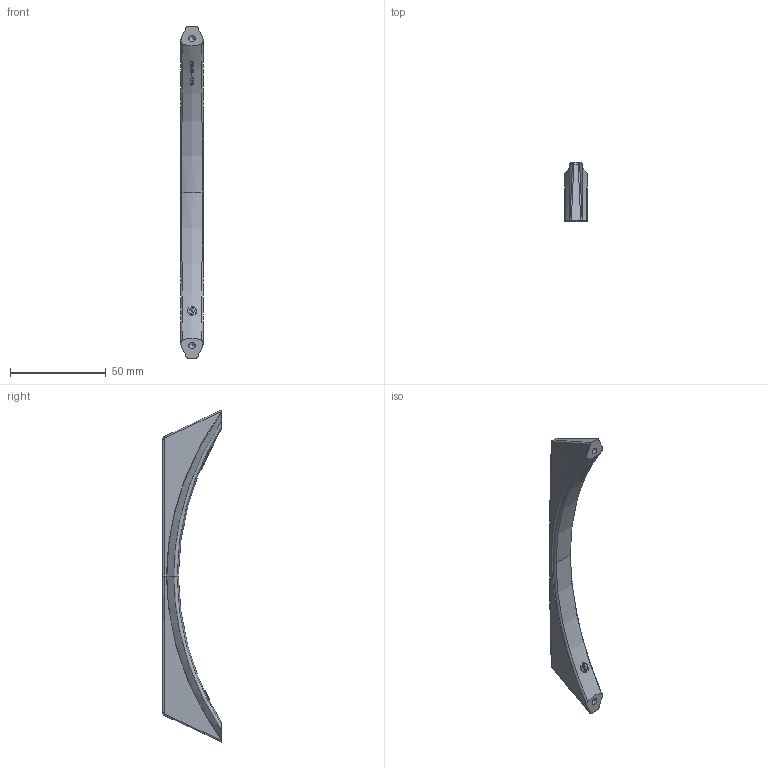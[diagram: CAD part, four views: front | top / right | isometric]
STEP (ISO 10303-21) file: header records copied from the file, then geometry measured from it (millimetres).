
FILE_DESCRIPTION(('Creo Elements/Direct Modeling STEP Export'),'2;1');
FILE_NAME('2341-173.stp','2022-05-31T11:17:18',(''),(''),'Creo Elements/Direct Modeling STEP processor for AP214 (Solid Model)','Creo Elements/Direct Modeling 20.0 12-Nov-2016 (C) Parametric Technology GmbH','');
FILE_SCHEMA(('AUTOMOTIVE_DESIGN { 1 0 10303 214 1 1 1 1 }'));
Length unit declared in the file: millimetre
Products named in the file (2): ZN-9445
Assembly tree (1 placements, depth 2):
  ZN-9445
    ZN-9445
Bounding box: 11.89 x 30.5 x 173 mm (x, y, z)
Volume: 17821.3 mm3; surface area: 8350.3 mm2
Topology: 1 solids, 1 shells, 316 faces, 877 edges, 574 vertices
Faces by surface type: plane 245, bspline 43, extrusion 13, cylinder 11, cone 4
Entity records: 20351 total; most frequent: CARTESIAN_POINT 12994, ORIENTED_EDGE 1742, EDGE_CURVE 871, DIRECTION 841, B_SPLINE_CURVE_WITH_KNOTS 593, VERTEX_POINT 574, SURFACE_CURVE 522, EDGE_LOOP 333
